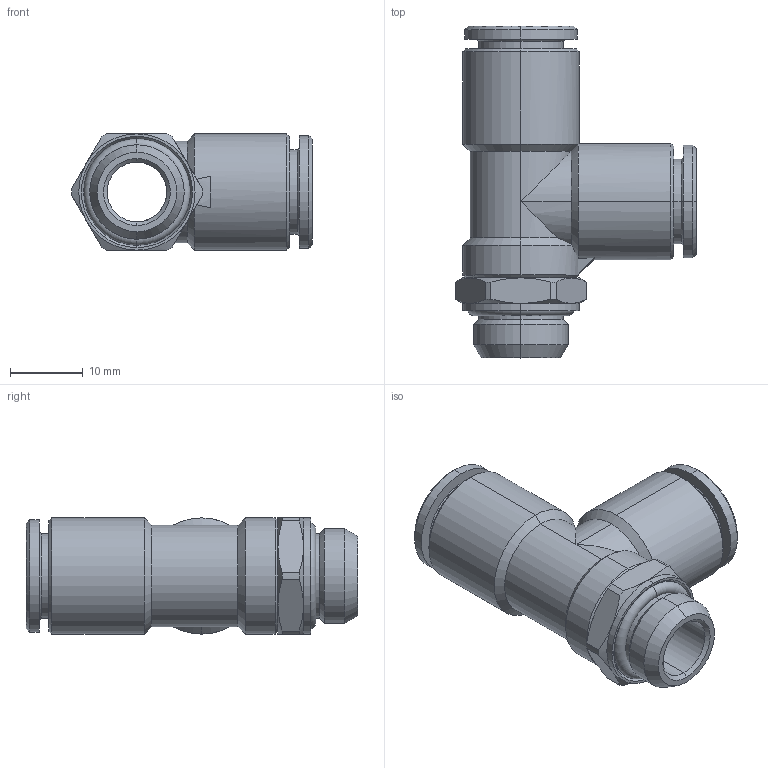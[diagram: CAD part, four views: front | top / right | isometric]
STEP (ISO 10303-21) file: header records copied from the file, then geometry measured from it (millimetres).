
FILE_DESCRIPTION (( 'STEP AP203' ), '1' );
FILE_NAME ('B0140052.STEP', '2011-04-13T08:55:56', ( '' ), ( 'sopra-pneumatic' ), 'SwSTEP 2.0', 'SolidWorks 2009', '' );
FILE_SCHEMA (( 'CONFIG_CONTROL_DESIGN' ));
Length unit declared in the file: millimetre
Products named in the file (1): B0140052
Bounding box: 33.15 x 45.65 x 16 mm (x, y, z)
Volume: 6858.3 mm3; surface area: 5945.9 mm2
Topology: 2 solids, 4 shells, 139 faces, 309 edges, 186 vertices
Faces by surface type: cylinder 54, cone 49, plane 32, torus 4
Entity records: 4057 total; most frequent: CARTESIAN_POINT 900, DIRECTION 682, ORIENTED_EDGE 618, EDGE_CURVE 309, AXIS2_PLACEMENT_3D 287, VERTEX_POINT 186, EDGE_LOOP 153, CIRCLE 147
